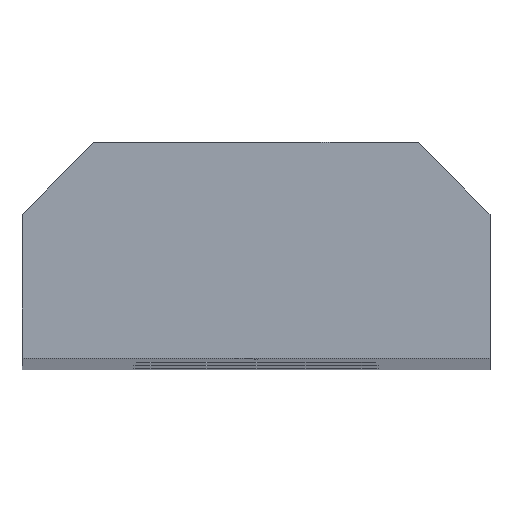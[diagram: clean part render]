
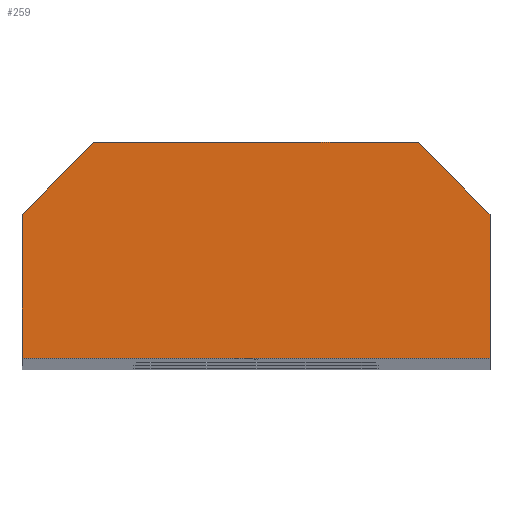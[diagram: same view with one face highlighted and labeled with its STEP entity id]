
A CAD part, top view. The second image highlights one B-rep face of the part: STEP entity #259.
In plain terms, the highlighted planar face has unit normal (0, 0, 1).
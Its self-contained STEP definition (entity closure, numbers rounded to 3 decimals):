
#19 = CARTESIAN_POINT ( 'NONE',  ( -4.5, 6., 180. ) ) ;
#23 = DIRECTION ( 'NONE',  ( -0.707, -0.707, 0. ) ) ;
#28 = DIRECTION ( 'NONE',  ( 0., -1., 0. ) ) ;
#30 = CARTESIAN_POINT ( 'NONE',  ( -6.5, 0., 180. ) ) ;
#33 = CARTESIAN_POINT ( 'NONE',  ( -4.5, 6., 180. ) ) ;
#34 = DIRECTION ( 'NONE',  ( -1., 0., 0. ) ) ;
#59 = DIRECTION ( 'NONE',  ( 0., 1., 0. ) ) ;
#60 = CARTESIAN_POINT ( 'NONE',  ( 6.5, 0., 180. ) ) ;
#61 = DIRECTION ( 'NONE',  ( -0.707, 0.707, 0. ) ) ;
#62 = CARTESIAN_POINT ( 'NONE',  ( 4.5, 6., 180. ) ) ;
#65 = DIRECTION ( 'NONE',  ( 1., 0., 0. ) ) ;
#66 = CARTESIAN_POINT ( 'NONE',  ( -6.5, 0., 180. ) ) ;
#111 = PLANE ( 'NONE',  #512 ) ;
#112 = CARTESIAN_POINT ( 'NONE',  ( -6.5, 6., 180. ) ) ;
#113 = DIRECTION ( 'NONE',  ( 0., 0., -1. ) ) ;
#114 = DIRECTION ( 'NONE',  ( -1., 0., 0. ) ) ;
#157 = CARTESIAN_POINT ( 'NONE',  ( 4.5, 6., 180. ) ) ;
#159 = CARTESIAN_POINT ( 'NONE',  ( -4.5, 6., 180. ) ) ;
#179 = CARTESIAN_POINT ( 'NONE',  ( -6.5, 0., 180. ) ) ;
#180 = CARTESIAN_POINT ( 'NONE',  ( -6.5, 4., 180. ) ) ;
#182 = CARTESIAN_POINT ( 'NONE',  ( 6.5, 0., 180. ) ) ;
#184 = CARTESIAN_POINT ( 'NONE',  ( 6.5, 4., 180. ) ) ;
#216 = EDGE_CURVE ( 'NONE', #299, #329, #412, .T. ) ;
#219 = EDGE_CURVE ( 'NONE', #297, #299, #415, .T. ) ;
#238 = EDGE_CURVE ( 'NONE', #328, #331, #426, .T. ) ;
#240 = EDGE_CURVE ( 'NONE', #333, #297, #428, .T. ) ;
#241 = EDGE_CURVE ( 'NONE', #331, #333, #429, .T. ) ;
#248 = EDGE_CURVE ( 'NONE', #329, #328, #433, .T. ) ;
#259 = ADVANCED_FACE ( 'NONE', ( #446 ), #111, .F. ) ;
#297 = VERTEX_POINT ( 'NONE', #157 ) ;
#299 = VERTEX_POINT ( 'NONE', #159 ) ;
#316 = EDGE_LOOP ( 'NONE', ( #386, #387, #388, #384, #389, #390 ) ) ;
#328 = VERTEX_POINT ( 'NONE', #179 ) ;
#329 = VERTEX_POINT ( 'NONE', #180 ) ;
#331 = VERTEX_POINT ( 'NONE', #182 ) ;
#333 = VERTEX_POINT ( 'NONE', #184 ) ;
#384 = ORIENTED_EDGE ( 'NONE', *, *, #240, .T. ) ;
#386 = ORIENTED_EDGE ( 'NONE', *, *, #248, .T. ) ;
#387 = ORIENTED_EDGE ( 'NONE', *, *, #238, .T. ) ;
#388 = ORIENTED_EDGE ( 'NONE', *, *, #241, .T. ) ;
#389 = ORIENTED_EDGE ( 'NONE', *, *, #219, .T. ) ;
#390 = ORIENTED_EDGE ( 'NONE', *, *, #216, .T. ) ;
#412 = LINE ( 'NONE', #19, #520 ) ;
#415 = LINE ( 'NONE', #33, #546 ) ;
#426 = LINE ( 'NONE', #66, #505 ) ;
#428 = LINE ( 'NONE', #62, #506 ) ;
#429 = LINE ( 'NONE', #60, #551 ) ;
#433 = LINE ( 'NONE', #30, #593 ) ;
#446 = FACE_OUTER_BOUND ( 'NONE', #316, .T. ) ;
#505 = VECTOR ( 'NONE', #65, 1000. ) ;
#506 = VECTOR ( 'NONE', #61, 1000. ) ;
#512 = AXIS2_PLACEMENT_3D ( 'NONE', #112, #113, #114 ) ;
#520 = VECTOR ( 'NONE', #23, 1000. ) ;
#546 = VECTOR ( 'NONE', #34, 1000. ) ;
#551 = VECTOR ( 'NONE', #59, 1000. ) ;
#593 = VECTOR ( 'NONE', #28, 1000. ) ;
